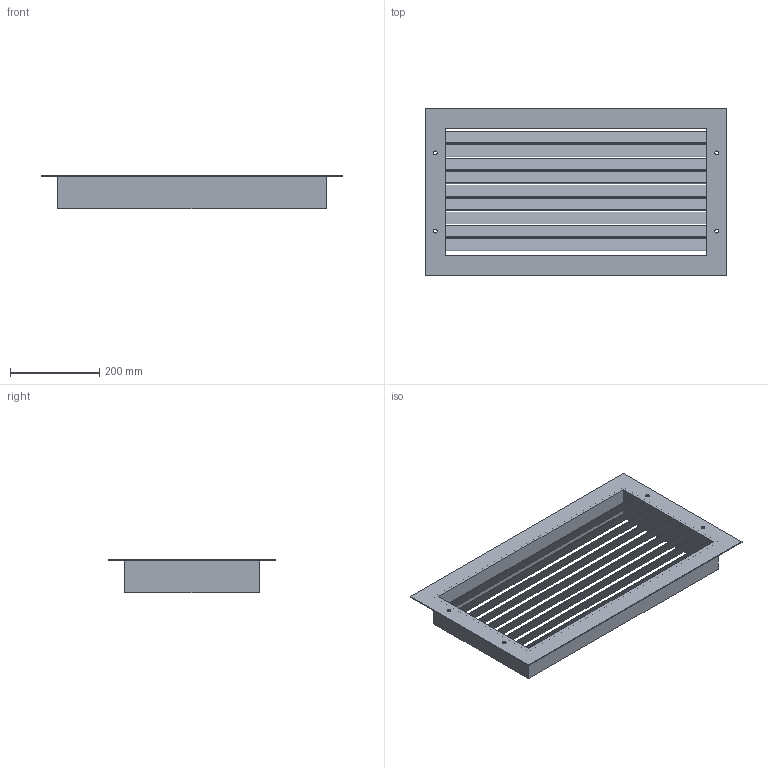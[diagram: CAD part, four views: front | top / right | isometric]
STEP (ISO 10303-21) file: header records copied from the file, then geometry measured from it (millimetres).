
FILE_DESCRIPTION (( 'STEP AP214' ), '1' );
FILE_NAME ('LZP28.STEP', '2022-10-12T16:21:04', ( '' ), ( '' ), 'SwSTEP 2.0', 'SolidWorks 2017', '' );
FILE_SCHEMA (( 'AUTOMOTIVE_DESIGN' ));
Length unit declared in the file: millimetre
Products named in the file (1): LZP28
Bounding box: 675 x 375 x 75 mm (x, y, z)
Volume: 1545610.7 mm3; surface area: 988596.7 mm2
Topology: 1 solids, 1 shells, 68 faces, 195 edges, 130 vertices
Faces by surface type: cylinder 35, plane 33
Entity records: 2339 total; most frequent: DIRECTION 403, CARTESIAN_POINT 394, ORIENTED_EDGE 390, EDGE_CURVE 195, AXIS2_PLACEMENT_3D 139, VERTEX_POINT 130, LINE 125, VECTOR 125
